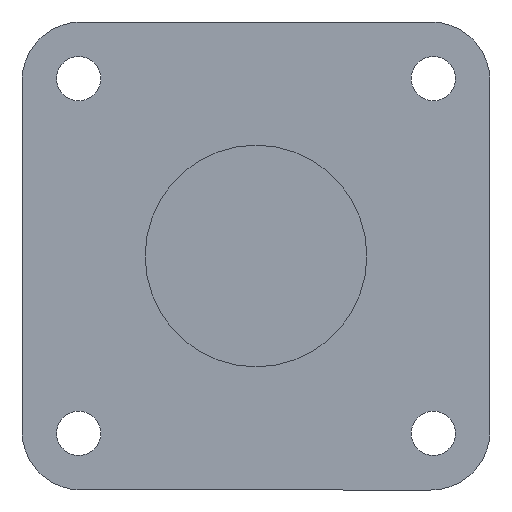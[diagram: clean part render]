
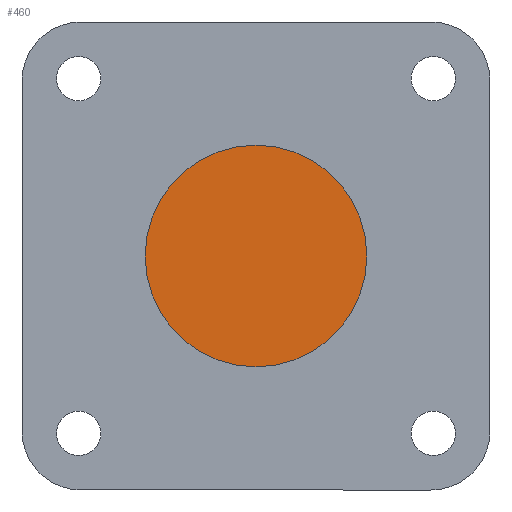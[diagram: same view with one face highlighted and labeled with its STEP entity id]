
A CAD part, front view. The second image highlights one B-rep face of the part: STEP entity #460.
In plain terms, the highlighted planar face has unit normal (0, -1, 0).
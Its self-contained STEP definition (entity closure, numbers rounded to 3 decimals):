
#29 = CARTESIAN_POINT ( 'NONE',  ( 0., 9., 22.5 ) ) ;
#87 = CARTESIAN_POINT ( 'NONE',  ( 0., 9., 0. ) ) ;
#90 = DIRECTION ( 'NONE',  ( 0., -1., 0. ) ) ;
#101 = EDGE_CURVE ( 'NONE', #225, #823, #260, .T. ) ;
#128 = ORIENTED_EDGE ( 'NONE', *, *, #700, .T. ) ;
#171 = DIRECTION ( 'NONE',  ( 0., 0., -1. ) ) ;
#186 = CARTESIAN_POINT ( 'NONE',  ( 0., 9., -22.5 ) ) ;
#205 = EDGE_LOOP ( 'NONE', ( #128, #272 ) ) ;
#224 = AXIS2_PLACEMENT_3D ( 'NONE', #647, #712, #295 ) ;
#225 = VERTEX_POINT ( 'NONE', #29 ) ;
#243 = AXIS2_PLACEMENT_3D ( 'NONE', #537, #90, #610 ) ;
#260 = CIRCLE ( 'NONE', #744, 22.5 ) ;
#272 = ORIENTED_EDGE ( 'NONE', *, *, #101, .T. ) ;
#295 = DIRECTION ( 'NONE',  ( 0., 0., -1. ) ) ;
#305 = CIRCLE ( 'NONE', #243, 22.5 ) ;
#460 = ADVANCED_FACE ( 'NONE', ( #645 ), #922, .T. ) ;
#537 = CARTESIAN_POINT ( 'NONE',  ( 0., 9., 0. ) ) ;
#608 = DIRECTION ( 'NONE',  ( 0., -1., 0. ) ) ;
#610 = DIRECTION ( 'NONE',  ( 0., 0., -1. ) ) ;
#645 = FACE_OUTER_BOUND ( 'NONE', #205, .T. ) ;
#647 = CARTESIAN_POINT ( 'NONE',  ( 0., 9., 0. ) ) ;
#700 = EDGE_CURVE ( 'NONE', #823, #225, #305, .T. ) ;
#712 = DIRECTION ( 'NONE',  ( 0., -1., 0. ) ) ;
#744 = AXIS2_PLACEMENT_3D ( 'NONE', #87, #608, #171 ) ;
#823 = VERTEX_POINT ( 'NONE', #186 ) ;
#922 = PLANE ( 'NONE',  #224 ) ;
